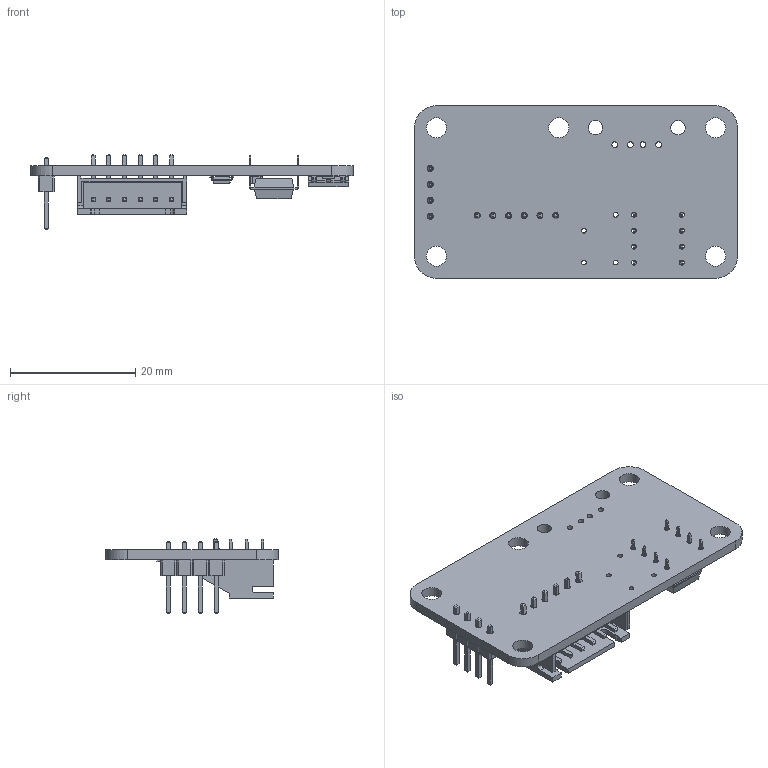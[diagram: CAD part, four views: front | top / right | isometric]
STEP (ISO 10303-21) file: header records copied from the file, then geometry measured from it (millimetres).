
FILE_DESCRIPTION(('KiCad electronic assembly'),'2;1');
FILE_NAME('tablet-usb-adapter.step','2023-06-24T15:46:44',('An Author'), ('A Company'),'Open CASCADE STEP processor 7.5', 'KiCad to STEP converter','Unknown');
FILE_SCHEMA(('AUTOMOTIVE_DESIGN { 1 0 10303 214 1 1 1 1 }'));
Length unit declared in the file: millimetre
Products named in the file (16): Open CASCADE STEP translator 7.5 1; R_0805_2012Metric; SOLID; C_0805_2012Metric; PinHeader_1x04_P2.54mm_Vertical; JST_XH_S6B-XH-A_1x06_P2.50mm_Horizontal; SOT-223; DIP-8_W7.62mm; D_SOD-123; COMPOUND
Assembly tree (16 placements, depth 3):
  Open CASCADE STEP translator 7.5 1
    R_0805_2012Metric  x2
      SOLID
    C_0805_2012Metric
      SOLID
    PinHeader_1x04_P2.54mm_Vertical
      SOLID
    JST_XH_S6B-XH-A_1x06_P2.50mm_Horizontal
      SOLID
    SOT-223
      SOLID
    DIP-8_W7.62mm
      SOLID
    D_SOD-123
      SOLID
    COMPOUND
Bounding box: 51.5 x 27.5 x 11.94 mm (x, y, z)
Volume: 2831.2 mm3; surface area: 4839.1 mm2
Topology: 9 solids, 9 shells, 737 faces, 1900 edges, 1204 vertices
Faces by surface type: plane 553, cylinder 122, bspline 62
Full cylindrical faces by diameter (mm): 0.762 x4, 0.8 x8, 0.92 x4, 0.95 x6, 1 x4, 2.3 x2, 3.2 x5
Entity records: 51162 total; most frequent: CARTESIAN_POINT 9246, DIRECTION 6793, LINE 4833, VECTOR 4833, ORIENTED_EDGE 3664, PCURVE 3664, DEFINITIONAL_REPRESENTATION 3664, EDGE_CURVE 1832
